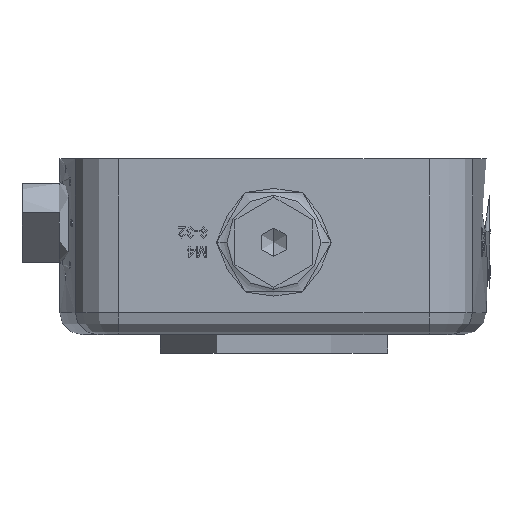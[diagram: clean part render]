
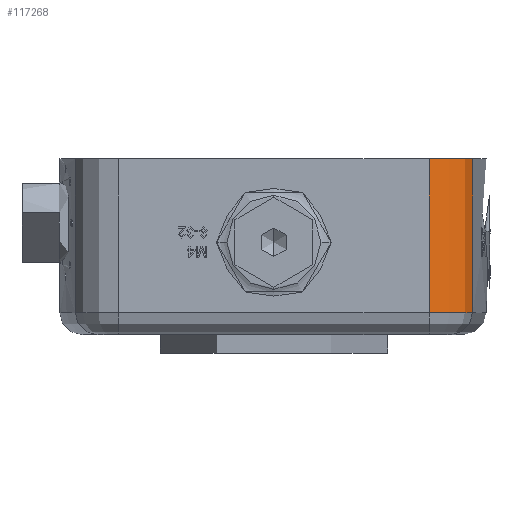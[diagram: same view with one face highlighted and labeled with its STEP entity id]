
A CAD part, front view. The second image highlights one B-rep face of the part: STEP entity #117268.
In plain terms, the highlighted cylindrical face has radius 5.08 mm (diameter 10.16 mm), a partial arc.
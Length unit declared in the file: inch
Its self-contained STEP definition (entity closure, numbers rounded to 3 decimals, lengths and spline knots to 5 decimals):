
#562 = DIRECTION ( 'NONE',  ( 1., 0., 0. ) ) ;
#4749 = ORIENTED_EDGE ( 'NONE', *, *, #113366, .T. ) ;
#5180 = VERTEX_POINT ( 'NONE', #44780 ) ;
#9584 = LINE ( 'NONE', #157152, #55639 ) ;
#14730 = DIRECTION ( 'NONE',  ( 1., 0., 0. ) ) ;
#25043 = DIRECTION ( 'NONE',  ( 0., 0., 1. ) ) ;
#32294 = FACE_OUTER_BOUND ( 'NONE', #205831, .T. ) ;
#34476 = EDGE_CURVE ( 'NONE', #231069, #5180, #93864, .T. ) ;
#44780 = CARTESIAN_POINT ( 'NONE',  ( -0.90489, 0.79824, 0. ) ) ;
#49107 = CARTESIAN_POINT ( 'NONE',  ( -0.90489, 0.79824, -0.8 ) ) ;
#55015 = AXIS2_PLACEMENT_3D ( 'NONE', #249946, #132245, #14730 ) ;
#55639 = VECTOR ( 'NONE', #176916, 39.37008 ) ;
#62674 = CARTESIAN_POINT ( 'NONE',  ( -0.70689, 0.97, 0. ) ) ;
#63253 = VERTEX_POINT ( 'NONE', #98798 ) ;
#70251 = ORIENTED_EDGE ( 'NONE', *, *, #195528, .T. ) ;
#78241 = CYLINDRICAL_SURFACE ( 'NONE', #99528, 0.2 ) ;
#78654 = AXIS2_PLACEMENT_3D ( 'NONE', #235904, #118160, #562 ) ;
#93864 = CIRCLE ( 'NONE', #78654, 0.2 ) ;
#98798 = CARTESIAN_POINT ( 'NONE',  ( -0.70689, 0.97, -0.7 ) ) ;
#99528 = AXIS2_PLACEMENT_3D ( 'NONE', #142535, #25043, #162335 ) ;
#113366 = EDGE_CURVE ( 'NONE', #63253, #237399, #133486, .T. ) ;
#117268 = ADVANCED_FACE ( 'NONE', ( #32294 ), #78241, .T. ) ;
#118160 = DIRECTION ( 'NONE',  ( 0., 0., 1. ) ) ;
#132245 = DIRECTION ( 'NONE',  ( 0., 0., 1. ) ) ;
#133486 = CIRCLE ( 'NONE', #55015, 0.2 ) ;
#138449 = ORIENTED_EDGE ( 'NONE', *, *, #221019, .F. ) ;
#142535 = CARTESIAN_POINT ( 'NONE',  ( -0.70689, 0.77, -0.8 ) ) ;
#153722 = ORIENTED_EDGE ( 'NONE', *, *, #34476, .F. ) ;
#154702 = LINE ( 'NONE', #49107, #182275 ) ;
#157152 = CARTESIAN_POINT ( 'NONE',  ( -0.70689, 0.97, -0.8 ) ) ;
#162335 = DIRECTION ( 'NONE',  ( 1., 0., 0. ) ) ;
#166687 = DIRECTION ( 'NONE',  ( 0., 0., 1. ) ) ;
#176916 = DIRECTION ( 'NONE',  ( 0., 0., 1. ) ) ;
#182275 = VECTOR ( 'NONE', #166687, 39.37008 ) ;
#195528 = EDGE_CURVE ( 'NONE', #237399, #5180, #154702, .T. ) ;
#205831 = EDGE_LOOP ( 'NONE', ( #138449, #4749, #70251, #153722 ) ) ;
#221019 = EDGE_CURVE ( 'NONE', #63253, #231069, #9584, .T. ) ;
#231069 = VERTEX_POINT ( 'NONE', #62674 ) ;
#235904 = CARTESIAN_POINT ( 'NONE',  ( -0.70689, 0.77, 0. ) ) ;
#237399 = VERTEX_POINT ( 'NONE', #248036 ) ;
#248036 = CARTESIAN_POINT ( 'NONE',  ( -0.90489, 0.79824, -0.7 ) ) ;
#249946 = CARTESIAN_POINT ( 'NONE',  ( -0.70689, 0.77, -0.7 ) ) ;
